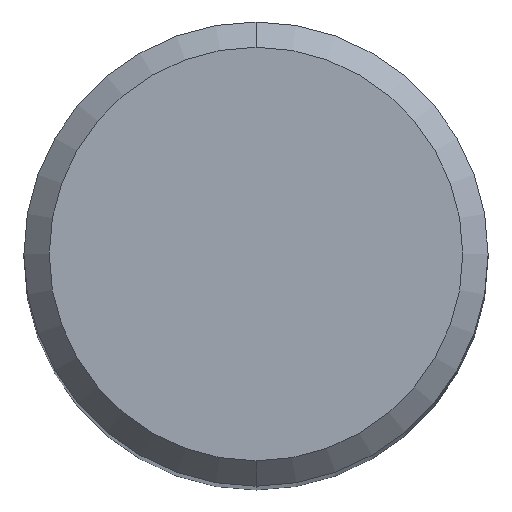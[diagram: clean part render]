
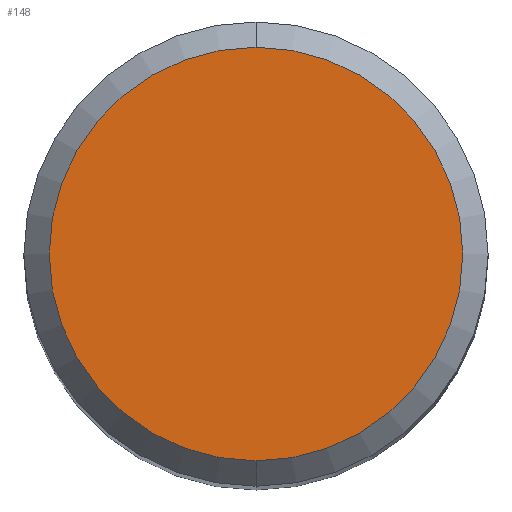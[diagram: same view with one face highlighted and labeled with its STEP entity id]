
A CAD part, top view. The second image highlights one B-rep face of the part: STEP entity #148.
In plain terms, the highlighted planar face has unit normal (0, 0, 1).
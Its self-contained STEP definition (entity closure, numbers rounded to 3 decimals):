
#126=VERTEX_POINT('',#331);
#148=ADVANCED_FACE('',(#357),#358,.T.);
#196=VERTEX_POINT('',#414);
#234=EDGE_CURVE('',#126,#196,#457,.T.);
#290=EDGE_CURVE('',#196,#126,#519,.T.);
#331=CARTESIAN_POINT('',(0.0,4.9,50.8));
#357=FACE_OUTER_BOUND('',#583,.T.);
#358=PLANE('',#584);
#414=CARTESIAN_POINT('',(0.,-4.9,50.8));
#457=CIRCLE('',#708,4.9);
#519=CIRCLE('',#790,4.9);
#583=EDGE_LOOP('',(#851,#852));
#584=AXIS2_PLACEMENT_3D('',#853,#854,#855);
#708=AXIS2_PLACEMENT_3D('',#997,#998,#999);
#790=AXIS2_PLACEMENT_3D('',#1080,#1081,#1082);
#851=ORIENTED_EDGE('',*,*,#234,.F.);
#852=ORIENTED_EDGE('',*,*,#290,.F.);
#853=CARTESIAN_POINT('',(0.0,2.45,50.8));
#854=DIRECTION('',(-0.0,0.0,1.0));
#855=DIRECTION('',(0.0,-1.0,0.0));
#997=CARTESIAN_POINT('',(0.0,0.0,50.8));
#998=DIRECTION('',(0.0,0.0,-1.0));
#999=DIRECTION('',(0.0,1.0,0.0));
#1080=CARTESIAN_POINT('',(0.0,0.0,50.8));
#1081=DIRECTION('',(0.0,0.0,-1.0));
#1082=DIRECTION('',(0.0,1.0,0.0));
